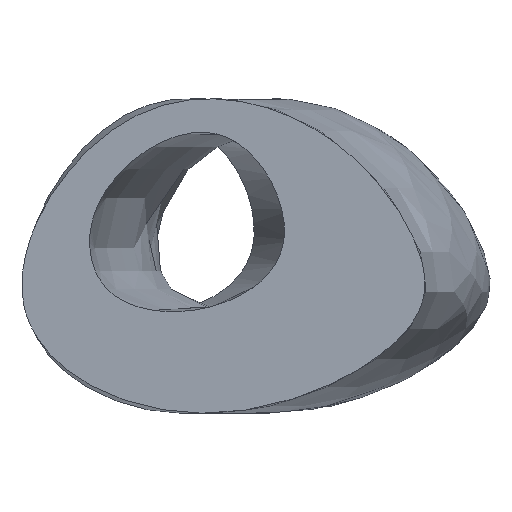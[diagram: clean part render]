
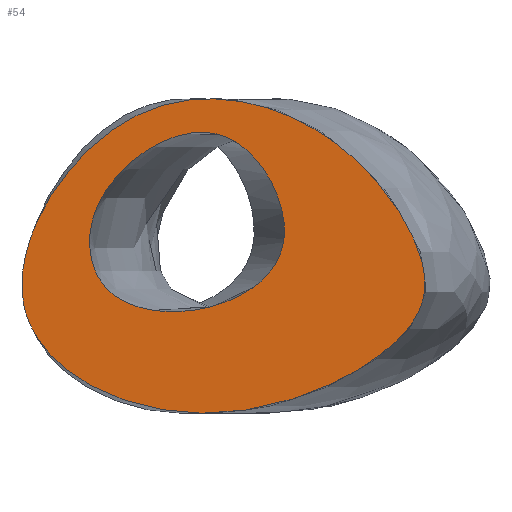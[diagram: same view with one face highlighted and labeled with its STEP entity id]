
A CAD part, left-side view. The second image highlights one B-rep face of the part: STEP entity #54.
In plain terms, the highlighted planar face has unit normal (-0.999, 0.05, 0).
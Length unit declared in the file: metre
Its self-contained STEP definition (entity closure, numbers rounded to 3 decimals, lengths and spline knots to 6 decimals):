
#13=PLANE('',#70);
#18=ORIENTED_EDGE('',*,*,#25,.T.);
#19=ORIENTED_EDGE('',*,*,#23,.F.);
#23=EDGE_CURVE('',#27,#27,#31,.T.);
#25=EDGE_CURVE('',#29,#29,#33,.T.);
#27=VERTEX_POINT('',#493);
#29=VERTEX_POINT('',#513);
#31=B_SPLINE_CURVE_WITH_KNOTS('',3,(#484,#485,#486,#487,#488,#489,#490,
#491,#492),.UNSPECIFIED.,.T.,.F.,(1,3,1,1,1,1,1,3,1),(-0.182514,
0.,0.186353,0.359607,0.518099,0.62932,
0.817486,1.,1.186353),.UNSPECIFIED.);
#33=B_SPLINE_CURVE_WITH_KNOTS('',3,(#505,#506,#507,#508,#509,#510,#511,
#512),.UNSPECIFIED.,.T.,.F.,(1,3,1,1,1,1,3,1),(-0.192901,0.,0.182388,
0.4032,0.615583,0.807099,1.,1.182388),
 .UNSPECIFIED.);
#38=EDGE_LOOP('',(#18));
#39=EDGE_LOOP('',(#19));
#46=FACE_BOUND('',#38,.T.);
#47=FACE_BOUND('',#39,.T.);
#54=ADVANCED_FACE('',(#46,#47),#13,.F.);
#70=AXIS2_PLACEMENT_3D('',#504,#75,#76);
#75=DIRECTION('',(0.999,-0.05,0.));
#76=DIRECTION('',(0.05,0.999,0.));
#484=CARTESIAN_POINT('',(-0.079775,0.051472,-0.044289));
#485=CARTESIAN_POINT('',(-0.079662,0.053732,-0.034363));
#486=CARTESIAN_POINT('',(-0.080477,0.037415,-0.008442));
#487=CARTESIAN_POINT('',(-0.08209,0.005159,-0.014014));
#488=CARTESIAN_POINT('',(-0.082867,-0.010395,-0.034985));
#489=CARTESIAN_POINT('',(-0.082829,-0.009628,-0.049913));
#490=CARTESIAN_POINT('',(-0.081153,0.023888,-0.06692));
#491=CARTESIAN_POINT('',(-0.079885,0.049259,-0.05401));
#492=CARTESIAN_POINT('',(-0.079775,0.051472,-0.044289));
#493=CARTESIAN_POINT('',(-0.079775,0.051472,-0.044289));
#504=CARTESIAN_POINT('',(-0.081275,0.021447,-0.036312));
#505=CARTESIAN_POINT('',(-0.080409,0.038782,-0.041558));
#506=CARTESIAN_POINT('',(-0.080251,0.04195,-0.038348));
#507=CARTESIAN_POINT('',(-0.080189,0.043173,-0.02594));
#508=CARTESIAN_POINT('',(-0.081333,0.020291,-0.011001));
#509=CARTESIAN_POINT('',(-0.081994,0.007078,-0.03571));
#510=CARTESIAN_POINT('',(-0.081202,0.022923,-0.046368));
#511=CARTESIAN_POINT('',(-0.080576,0.035431,-0.044954));
#512=CARTESIAN_POINT('',(-0.080409,0.038782,-0.041558));
#513=CARTESIAN_POINT('',(-0.080409,0.038782,-0.041558));
